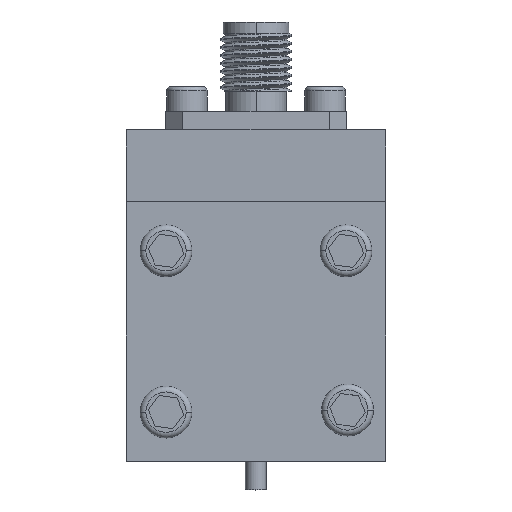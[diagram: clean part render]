
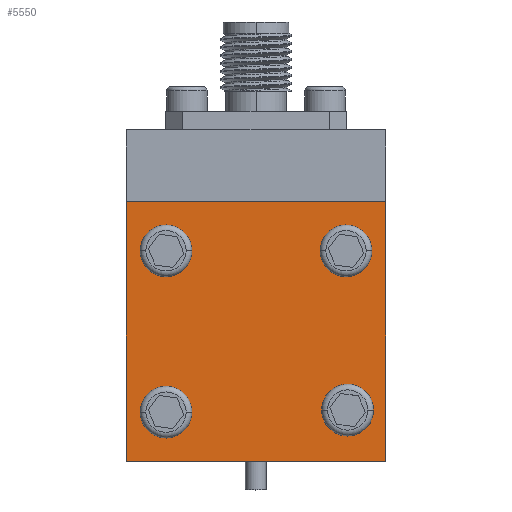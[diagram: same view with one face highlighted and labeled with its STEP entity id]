
A CAD part, top view. The second image highlights one B-rep face of the part: STEP entity #5550.
In plain terms, the highlighted planar face has unit normal (0, 0, 1).
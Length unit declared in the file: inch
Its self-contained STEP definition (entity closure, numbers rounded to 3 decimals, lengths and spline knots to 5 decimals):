
#13 = ORIENTED_EDGE ( 'NONE', *, *, #4215, .F. ) ;
#155 = DIRECTION ( 'NONE',  ( 1., 0., 0. ) ) ;
#215 = CIRCLE ( 'NONE', #313, 0.056 ) ;
#244 = CIRCLE ( 'NONE', #2519, 0.056 ) ;
#293 = VERTEX_POINT ( 'NONE', #2587 ) ;
#313 = AXIS2_PLACEMENT_3D ( 'NONE', #1254, #1227, #4906 ) ;
#399 = DIRECTION ( 'NONE',  ( 1., 0., 0. ) ) ;
#513 = EDGE_CURVE ( 'NONE', #1345, #1336, #244, .T. ) ;
#544 = CARTESIAN_POINT ( 'NONE',  ( 0.31881, 0.18308, 0.125 ) ) ;
#547 = CARTESIAN_POINT ( 'NONE',  ( 0.43081, 0.18308, 0.125 ) ) ;
#682 = EDGE_CURVE ( 'NONE', #2364, #4274, #2239, .T. ) ;
#860 = CIRCLE ( 'NONE', #3696, 0.056 ) ;
#1005 = FACE_BOUND ( 'NONE', #6716, .T. ) ;
#1063 = FACE_BOUND ( 'NONE', #2782, .T. ) ;
#1121 = DIRECTION ( 'NONE',  ( 0., 0., 1. ) ) ;
#1126 = EDGE_LOOP ( 'NONE', ( #3303, #6136, #5044, #5251 ) ) ;
#1178 = VECTOR ( 'NONE', #5321, 39.37008 ) ;
#1227 = DIRECTION ( 'NONE',  ( 0., 0., 1. ) ) ;
#1254 = CARTESIAN_POINT ( 'NONE',  ( -0.25019, -0.37692, 0.125 ) ) ;
#1300 = VERTEX_POINT ( 'NONE', #1915 ) ;
#1310 = ORIENTED_EDGE ( 'NONE', *, *, #4716, .F. ) ;
#1336 = VERTEX_POINT ( 'NONE', #6158 ) ;
#1345 = VERTEX_POINT ( 'NONE', #4696 ) ;
#1378 = DIRECTION ( 'NONE',  ( 0., 0., 1. ) ) ;
#1416 = CARTESIAN_POINT ( 'NONE',  ( -0.38769, -0.54692, 0.125 ) ) ;
#1451 = DIRECTION ( 'NONE',  ( 1., 0., 0. ) ) ;
#1673 = CARTESIAN_POINT ( 'NONE',  ( -0.25019, -0.37692, 0.125 ) ) ;
#1706 = CARTESIAN_POINT ( 'NONE',  ( -0.38769, 0.35308, 0.125 ) ) ;
#1834 = DIRECTION ( 'NONE',  ( 1., 0., 0. ) ) ;
#1915 = CARTESIAN_POINT ( 'NONE',  ( 0.51231, 0.35308, 0.125 ) ) ;
#2068 = VERTEX_POINT ( 'NONE', #5275 ) ;
#2153 = CIRCLE ( 'NONE', #5977, 0.056 ) ;
#2165 = CIRCLE ( 'NONE', #6101, 0.056 ) ;
#2180 = DIRECTION ( 'NONE',  ( 0., 0., 1. ) ) ;
#2239 = LINE ( 'NONE', #3717, #1178 ) ;
#2364 = VERTEX_POINT ( 'NONE', #5192 ) ;
#2450 = DIRECTION ( 'NONE',  ( 0., 0., 1. ) ) ;
#2519 = AXIS2_PLACEMENT_3D ( 'NONE', #4044, #2450, #1451 ) ;
#2583 = ORIENTED_EDGE ( 'NONE', *, *, #6463, .F. ) ;
#2587 = CARTESIAN_POINT ( 'NONE',  ( 0.51231, -0.54692, 0.125 ) ) ;
#2646 = LINE ( 'NONE', #6396, #4695 ) ;
#2679 = CARTESIAN_POINT ( 'NONE',  ( -0.25019, 0.18308, 0.125 ) ) ;
#2690 = VERTEX_POINT ( 'NONE', #2987 ) ;
#2782 = EDGE_LOOP ( 'NONE', ( #4314, #2583 ) ) ;
#2835 = CARTESIAN_POINT ( 'NONE',  ( -0.19419, -0.37692, 0.125 ) ) ;
#2987 = CARTESIAN_POINT ( 'NONE',  ( -0.30619, -0.37692, 0.125 ) ) ;
#3016 = CARTESIAN_POINT ( 'NONE',  ( 0., 0., 0.125 ) ) ;
#3021 = VERTEX_POINT ( 'NONE', #2835 ) ;
#3030 = AXIS2_PLACEMENT_3D ( 'NONE', #1673, #3766, #155 ) ;
#3054 = FACE_BOUND ( 'NONE', #6254, .T. ) ;
#3136 = VECTOR ( 'NONE', #4759, 39.37008 ) ;
#3150 = FACE_BOUND ( 'NONE', #5823, .T. ) ;
#3174 = CARTESIAN_POINT ( 'NONE',  ( 0.37481, -0.37692, 0.125 ) ) ;
#3279 = CARTESIAN_POINT ( 'NONE',  ( 0.37481, 0.18308, 0.125 ) ) ;
#3288 = LINE ( 'NONE', #1706, #3136 ) ;
#3303 = ORIENTED_EDGE ( 'NONE', *, *, #682, .T. ) ;
#3392 = ORIENTED_EDGE ( 'NONE', *, *, #6236, .F. ) ;
#3519 = VERTEX_POINT ( 'NONE', #547 ) ;
#3524 = DIRECTION ( 'NONE',  ( 1., 0., 0. ) ) ;
#3545 = FACE_OUTER_BOUND ( 'NONE', #1126, .T. ) ;
#3696 = AXIS2_PLACEMENT_3D ( 'NONE', #2679, #2180, #6462 ) ;
#3717 = CARTESIAN_POINT ( 'NONE',  ( -0.38769, 0.35308, 0.125 ) ) ;
#3766 = DIRECTION ( 'NONE',  ( 0., 0., 1. ) ) ;
#3939 = AXIS2_PLACEMENT_3D ( 'NONE', #3279, #5745, #5781 ) ;
#4044 = CARTESIAN_POINT ( 'NONE',  ( 0.37481, -0.37692, 0.125 ) ) ;
#4201 = DIRECTION ( 'NONE',  ( 0., 0., 1. ) ) ;
#4215 = EDGE_CURVE ( 'NONE', #5714, #2068, #2153, .T. ) ;
#4273 = CARTESIAN_POINT ( 'NONE',  ( -0.30619, 0.18308, 0.125 ) ) ;
#4274 = VERTEX_POINT ( 'NONE', #5314 ) ;
#4314 = ORIENTED_EDGE ( 'NONE', *, *, #5107, .F. ) ;
#4454 = EDGE_CURVE ( 'NONE', #3021, #2690, #215, .T. ) ;
#4575 = CARTESIAN_POINT ( 'NONE',  ( -0.25019, 0.18308, 0.125 ) ) ;
#4614 = DIRECTION ( 'NONE',  ( 0., 0., 1. ) ) ;
#4695 = VECTOR ( 'NONE', #5815, 39.37008 ) ;
#4696 = CARTESIAN_POINT ( 'NONE',  ( 0.43081, -0.37692, 0.125 ) ) ;
#4716 = EDGE_CURVE ( 'NONE', #2068, #5714, #860, .T. ) ;
#4759 = DIRECTION ( 'NONE',  ( -1., 0., 0. ) ) ;
#4906 = DIRECTION ( 'NONE',  ( 1., 0., 0. ) ) ;
#5044 = ORIENTED_EDGE ( 'NONE', *, *, #6574, .T. ) ;
#5107 = EDGE_CURVE ( 'NONE', #3519, #5215, #2165, .T. ) ;
#5117 = CIRCLE ( 'NONE', #5773, 0.056 ) ;
#5122 = EDGE_CURVE ( 'NONE', #4274, #293, #6013, .T. ) ;
#5147 = DIRECTION ( 'NONE',  ( 1., 0., 0. ) ) ;
#5192 = CARTESIAN_POINT ( 'NONE',  ( -0.38769, 0.35308, 0.125 ) ) ;
#5215 = VERTEX_POINT ( 'NONE', #544 ) ;
#5227 = VECTOR ( 'NONE', #3524, 39.37008 ) ;
#5251 = ORIENTED_EDGE ( 'NONE', *, *, #6202, .T. ) ;
#5275 = CARTESIAN_POINT ( 'NONE',  ( -0.19419, 0.18308, 0.125 ) ) ;
#5314 = CARTESIAN_POINT ( 'NONE',  ( -0.38769, -0.54692, 0.125 ) ) ;
#5321 = DIRECTION ( 'NONE',  ( 0., -1., 0. ) ) ;
#5522 = ORIENTED_EDGE ( 'NONE', *, *, #6192, .F. ) ;
#5550 = ADVANCED_FACE ( 'NONE', ( #1005, #1063, #3150, #3054, #3545 ), #6656, .T. ) ;
#5677 = ORIENTED_EDGE ( 'NONE', *, *, #513, .F. ) ;
#5714 = VERTEX_POINT ( 'NONE', #4273 ) ;
#5733 = ORIENTED_EDGE ( 'NONE', *, *, #4454, .F. ) ;
#5745 = DIRECTION ( 'NONE',  ( 0., 0., 1. ) ) ;
#5773 = AXIS2_PLACEMENT_3D ( 'NONE', #3174, #1121, #6300 ) ;
#5781 = DIRECTION ( 'NONE',  ( 1., 0., 0. ) ) ;
#5815 = DIRECTION ( 'NONE',  ( 0., 1., 0. ) ) ;
#5823 = EDGE_LOOP ( 'NONE', ( #5677, #5522 ) ) ;
#5977 = AXIS2_PLACEMENT_3D ( 'NONE', #4575, #4614, #399 ) ;
#5988 = CIRCLE ( 'NONE', #3030, 0.056 ) ;
#6013 = LINE ( 'NONE', #1416, #5227 ) ;
#6101 = AXIS2_PLACEMENT_3D ( 'NONE', #6525, #1378, #1834 ) ;
#6136 = ORIENTED_EDGE ( 'NONE', *, *, #5122, .T. ) ;
#6158 = CARTESIAN_POINT ( 'NONE',  ( 0.31881, -0.37692, 0.125 ) ) ;
#6192 = EDGE_CURVE ( 'NONE', #1336, #1345, #5117, .T. ) ;
#6202 = EDGE_CURVE ( 'NONE', #1300, #2364, #3288, .T. ) ;
#6236 = EDGE_CURVE ( 'NONE', #2690, #3021, #5988, .T. ) ;
#6254 = EDGE_LOOP ( 'NONE', ( #5733, #3392 ) ) ;
#6300 = DIRECTION ( 'NONE',  ( 1., 0., 0. ) ) ;
#6322 = CIRCLE ( 'NONE', #3939, 0.056 ) ;
#6396 = CARTESIAN_POINT ( 'NONE',  ( 0.51231, 0.35308, 0.125 ) ) ;
#6462 = DIRECTION ( 'NONE',  ( 1., 0., 0. ) ) ;
#6463 = EDGE_CURVE ( 'NONE', #5215, #3519, #6322, .T. ) ;
#6525 = CARTESIAN_POINT ( 'NONE',  ( 0.37481, 0.18308, 0.125 ) ) ;
#6544 = AXIS2_PLACEMENT_3D ( 'NONE', #3016, #4201, #5147 ) ;
#6574 = EDGE_CURVE ( 'NONE', #293, #1300, #2646, .T. ) ;
#6656 = PLANE ( 'NONE',  #6544 ) ;
#6716 = EDGE_LOOP ( 'NONE', ( #1310, #13 ) ) ;
